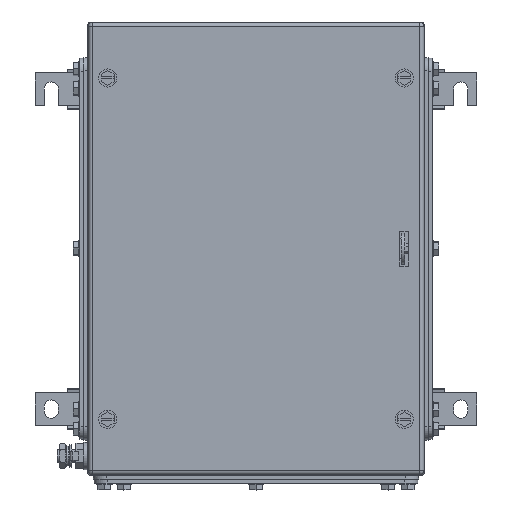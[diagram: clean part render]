
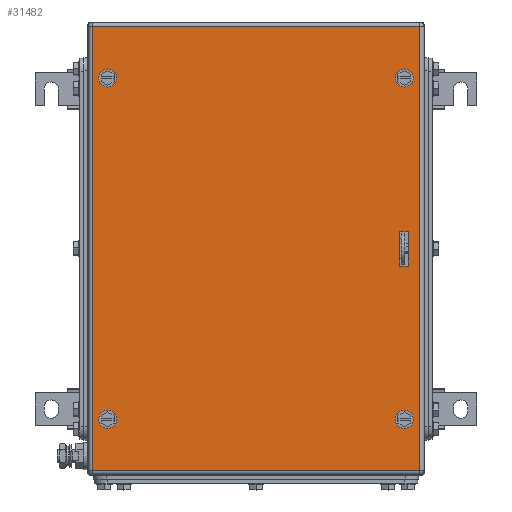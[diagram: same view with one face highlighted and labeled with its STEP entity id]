
A CAD part, top view. The second image highlights one B-rep face of the part: STEP entity #31482.
In plain terms, the highlighted planar face has unit normal (0, 0, 1).
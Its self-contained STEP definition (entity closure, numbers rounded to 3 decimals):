
#31322=AXIS2_PLACEMENT_3D('Circle Axis2P3D',#31320,#31321,$) ;
#31349=AXIS2_PLACEMENT_3D('Plane Axis2P3D',#31346,#31347,#31348) ;
#31387=AXIS2_PLACEMENT_3D('Circle Axis2P3D',#31385,#31386,$) ;
#31396=AXIS2_PLACEMENT_3D('Circle Axis2P3D',#31394,#31395,$) ;
#31405=AXIS2_PLACEMENT_3D('Circle Axis2P3D',#31403,#31404,$) ;
#31414=AXIS2_PLACEMENT_3D('Circle Axis2P3D',#31412,#31413,$) ;
#31423=AXIS2_PLACEMENT_3D('Circle Axis2P3D',#31421,#31422,$) ;
#31432=AXIS2_PLACEMENT_3D('Circle Axis2P3D',#31430,#31431,$) ;
#31441=AXIS2_PLACEMENT_3D('Circle Axis2P3D',#31439,#31440,$) ;
#31317=CARTESIAN_POINT('Vertex',(59.5,317.75,203.5)) ;
#31320=CARTESIAN_POINT('Axis2P3D Location',(56.,317.75,203.5)) ;
#31324=CARTESIAN_POINT('Vertex',(52.5,317.75,203.5)) ;
#31346=CARTESIAN_POINT('Axis2P3D Location',(170.5,186.,203.5)) ;
#31351=CARTESIAN_POINT('Line Origine',(170.5,357.5,203.5)) ;
#31355=CARTESIAN_POINT('Vertex',(297.,357.5,203.5)) ;
#31357=CARTESIAN_POINT('Vertex',(44.,357.5,203.5)) ;
#31360=CARTESIAN_POINT('Line Origine',(44.,186.,203.5)) ;
#31364=CARTESIAN_POINT('Vertex',(44.,14.5,203.5)) ;
#31367=CARTESIAN_POINT('Line Origine',(170.5,14.5,203.5)) ;
#31371=CARTESIAN_POINT('Vertex',(297.,14.5,203.5)) ;
#31374=CARTESIAN_POINT('Line Origine',(297.,186.,203.5)) ;
#31385=CARTESIAN_POINT('Axis2P3D Location',(56.,317.75,203.5)) ;
#31394=CARTESIAN_POINT('Axis2P3D Location',(56.,54.25,203.5)) ;
#31398=CARTESIAN_POINT('Vertex',(52.5,54.25,203.5)) ;
#31400=CARTESIAN_POINT('Vertex',(59.5,54.25,203.5)) ;
#31403=CARTESIAN_POINT('Axis2P3D Location',(56.,54.25,203.5)) ;
#31412=CARTESIAN_POINT('Axis2P3D Location',(285.,54.25,203.5)) ;
#31416=CARTESIAN_POINT('Vertex',(288.5,54.25,203.5)) ;
#31418=CARTESIAN_POINT('Vertex',(281.5,54.25,203.5)) ;
#31421=CARTESIAN_POINT('Axis2P3D Location',(285.,54.25,203.5)) ;
#31430=CARTESIAN_POINT('Axis2P3D Location',(285.,317.75,203.5)) ;
#31434=CARTESIAN_POINT('Vertex',(288.5,317.75,203.5)) ;
#31436=CARTESIAN_POINT('Vertex',(281.5,317.75,203.5)) ;
#31439=CARTESIAN_POINT('Axis2P3D Location',(285.,317.75,203.5)) ;
#31448=CARTESIAN_POINT('Line Origine',(284.75,172.5,203.5)) ;
#31452=CARTESIAN_POINT('Vertex',(288.,172.5,203.5)) ;
#31454=CARTESIAN_POINT('Vertex',(281.5,172.5,203.5)) ;
#31457=CARTESIAN_POINT('Line Origine',(281.5,186.,203.5)) ;
#31461=CARTESIAN_POINT('Vertex',(281.5,199.5,203.5)) ;
#31464=CARTESIAN_POINT('Line Origine',(284.75,199.5,203.5)) ;
#31468=CARTESIAN_POINT('Vertex',(288.,199.5,203.5)) ;
#31471=CARTESIAN_POINT('Line Origine',(288.,186.,203.5)) ;
#31321=DIRECTION('Axis2P3D Direction',(0.,0.,1.)) ;
#31347=DIRECTION('Axis2P3D Direction',(0.,0.,1.)) ;
#31348=DIRECTION('Axis2P3D XDirection',(1.,0.,0.)) ;
#31352=DIRECTION('Vector Direction',(1.,0.,0.)) ;
#31361=DIRECTION('Vector Direction',(0.,-1.,0.)) ;
#31368=DIRECTION('Vector Direction',(1.,0.,0.)) ;
#31375=DIRECTION('Vector Direction',(0.,1.,0.)) ;
#31386=DIRECTION('Axis2P3D Direction',(0.,0.,1.)) ;
#31395=DIRECTION('Axis2P3D Direction',(0.,0.,1.)) ;
#31404=DIRECTION('Axis2P3D Direction',(0.,0.,1.)) ;
#31413=DIRECTION('Axis2P3D Direction',(0.,0.,1.)) ;
#31422=DIRECTION('Axis2P3D Direction',(0.,0.,1.)) ;
#31431=DIRECTION('Axis2P3D Direction',(0.,0.,1.)) ;
#31440=DIRECTION('Axis2P3D Direction',(0.,0.,1.)) ;
#31449=DIRECTION('Vector Direction',(-1.,0.,0.)) ;
#31458=DIRECTION('Vector Direction',(0.,1.,0.)) ;
#31465=DIRECTION('Vector Direction',(1.,0.,0.)) ;
#31472=DIRECTION('Vector Direction',(0.,-1.,0.)) ;
#31353=VECTOR('Line Direction',#31352,1.) ;
#31362=VECTOR('Line Direction',#31361,1.) ;
#31369=VECTOR('Line Direction',#31368,1.) ;
#31376=VECTOR('Line Direction',#31375,1.) ;
#31450=VECTOR('Line Direction',#31449,1.) ;
#31459=VECTOR('Line Direction',#31458,1.) ;
#31466=VECTOR('Line Direction',#31465,1.) ;
#31473=VECTOR('Line Direction',#31472,1.) ;
#31380=ORIENTED_EDGE('',*,*,#31359,.T.) ;
#31381=ORIENTED_EDGE('',*,*,#31366,.T.) ;
#31382=ORIENTED_EDGE('',*,*,#31373,.T.) ;
#31383=ORIENTED_EDGE('',*,*,#31378,.T.) ;
#31391=ORIENTED_EDGE('',*,*,#31389,.F.) ;
#31392=ORIENTED_EDGE('',*,*,#31326,.F.) ;
#31409=ORIENTED_EDGE('',*,*,#31402,.F.) ;
#31410=ORIENTED_EDGE('',*,*,#31407,.F.) ;
#31427=ORIENTED_EDGE('',*,*,#31420,.F.) ;
#31428=ORIENTED_EDGE('',*,*,#31425,.F.) ;
#31445=ORIENTED_EDGE('',*,*,#31438,.F.) ;
#31446=ORIENTED_EDGE('',*,*,#31443,.F.) ;
#31477=ORIENTED_EDGE('',*,*,#31456,.T.) ;
#31478=ORIENTED_EDGE('',*,*,#31463,.T.) ;
#31479=ORIENTED_EDGE('',*,*,#31470,.T.) ;
#31480=ORIENTED_EDGE('',*,*,#31475,.T.) ;
#31393=FACE_BOUND('',#31390,.T.) ;
#31411=FACE_BOUND('',#31408,.T.) ;
#31429=FACE_BOUND('',#31426,.T.) ;
#31447=FACE_BOUND('',#31444,.T.) ;
#31481=FACE_BOUND('',#31476,.T.) ;
#31482=ADVANCED_FACE('ZUB_KTB_MH_352620_3GP_AllCATPart.1\\ZUB_DE_KTB_MH_350x260.1\\DE_KTB_MH_PART_MASTER.2\\Koerper.2',(#31384,#31393,#31411,#31429,#31447,#31481),#31350,.T.) ;
#31323=CIRCLE('generated circle',#31322,3.5) ;
#31388=CIRCLE('generated circle',#31387,3.5) ;
#31397=CIRCLE('generated circle',#31396,3.5) ;
#31406=CIRCLE('generated circle',#31405,3.5) ;
#31415=CIRCLE('generated circle',#31414,3.5) ;
#31424=CIRCLE('generated circle',#31423,3.5) ;
#31433=CIRCLE('generated circle',#31432,3.5) ;
#31442=CIRCLE('generated circle',#31441,3.5) ;
#31326=EDGE_CURVE('',#31318,#31325,#31323,.T.) ;
#31359=EDGE_CURVE('',#31356,#31358,#31354,.F.) ;
#31366=EDGE_CURVE('',#31358,#31365,#31363,.T.) ;
#31373=EDGE_CURVE('',#31365,#31372,#31370,.T.) ;
#31378=EDGE_CURVE('',#31372,#31356,#31377,.T.) ;
#31389=EDGE_CURVE('',#31325,#31318,#31388,.T.) ;
#31402=EDGE_CURVE('',#31399,#31401,#31397,.T.) ;
#31407=EDGE_CURVE('',#31401,#31399,#31406,.T.) ;
#31420=EDGE_CURVE('',#31417,#31419,#31415,.T.) ;
#31425=EDGE_CURVE('',#31419,#31417,#31424,.T.) ;
#31438=EDGE_CURVE('',#31435,#31437,#31433,.T.) ;
#31443=EDGE_CURVE('',#31437,#31435,#31442,.T.) ;
#31456=EDGE_CURVE('',#31453,#31455,#31451,.T.) ;
#31463=EDGE_CURVE('',#31455,#31462,#31460,.T.) ;
#31470=EDGE_CURVE('',#31462,#31469,#31467,.T.) ;
#31475=EDGE_CURVE('',#31469,#31453,#31474,.T.) ;
#31379=EDGE_LOOP('',(#31380,#31381,#31382,#31383)) ;
#31390=EDGE_LOOP('',(#31391,#31392)) ;
#31408=EDGE_LOOP('',(#31409,#31410)) ;
#31426=EDGE_LOOP('',(#31427,#31428)) ;
#31444=EDGE_LOOP('',(#31445,#31446)) ;
#31476=EDGE_LOOP('',(#31477,#31478,#31479,#31480)) ;
#31384=FACE_OUTER_BOUND('',#31379,.T.) ;
#31354=LINE('Line',#31351,#31353) ;
#31363=LINE('Line',#31360,#31362) ;
#31370=LINE('Line',#31367,#31369) ;
#31377=LINE('Line',#31374,#31376) ;
#31451=LINE('Line',#31448,#31450) ;
#31460=LINE('Line',#31457,#31459) ;
#31467=LINE('Line',#31464,#31466) ;
#31474=LINE('Line',#31471,#31473) ;
#31350=PLANE('',#31349) ;
#31318=VERTEX_POINT('',#31317) ;
#31325=VERTEX_POINT('',#31324) ;
#31356=VERTEX_POINT('',#31355) ;
#31358=VERTEX_POINT('',#31357) ;
#31365=VERTEX_POINT('',#31364) ;
#31372=VERTEX_POINT('',#31371) ;
#31399=VERTEX_POINT('',#31398) ;
#31401=VERTEX_POINT('',#31400) ;
#31417=VERTEX_POINT('',#31416) ;
#31419=VERTEX_POINT('',#31418) ;
#31435=VERTEX_POINT('',#31434) ;
#31437=VERTEX_POINT('',#31436) ;
#31453=VERTEX_POINT('',#31452) ;
#31455=VERTEX_POINT('',#31454) ;
#31462=VERTEX_POINT('',#31461) ;
#31469=VERTEX_POINT('',#31468) ;
